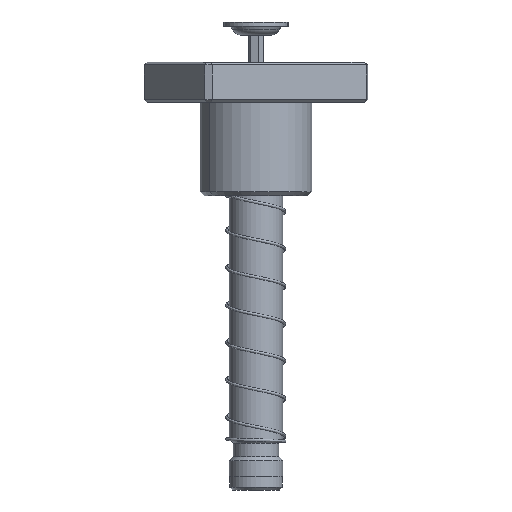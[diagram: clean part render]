
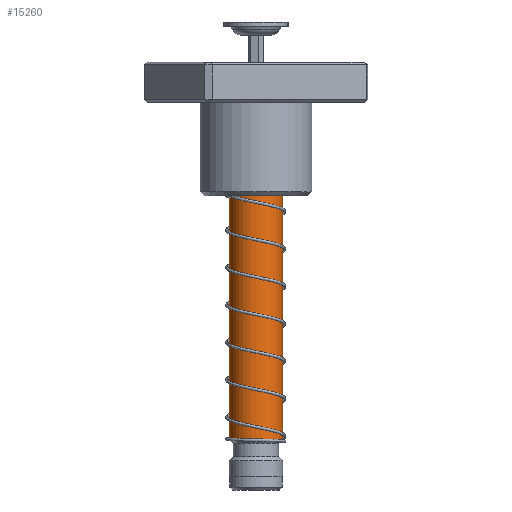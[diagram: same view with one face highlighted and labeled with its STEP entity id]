
A CAD part, front view. The second image highlights one B-rep face of the part: STEP entity #15260.
In plain terms, the highlighted cylindrical face has radius 10 mm (diameter 20 mm), a partial arc.
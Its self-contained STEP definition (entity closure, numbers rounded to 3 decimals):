
#1393 = VERTEX_POINT ( 'NONE', #7332 ) ;
#1861 = DIRECTION ( 'NONE',  ( -1., 0., 0. ) ) ;
#2075 = DIRECTION ( 'NONE',  ( 1., 0., 0. ) ) ;
#3755 = VECTOR ( 'NONE', #25909, 1000. ) ;
#5355 = DIRECTION ( 'NONE',  ( 0., 0., -1. ) ) ;
#5499 = EDGE_LOOP ( 'NONE', ( #18268, #26418, #16357, #5615 ) ) ;
#5615 = ORIENTED_EDGE ( 'NONE', *, *, #13860, .F. ) ;
#5789 = DIRECTION ( 'NONE',  ( 0., 0., -1. ) ) ;
#6393 = EDGE_CURVE ( 'NONE', #16636, #11261, #24042, .T. ) ;
#7230 = CYLINDRICAL_SURFACE ( 'NONE', #26655, 10. ) ;
#7332 = CARTESIAN_POINT ( 'NONE',  ( -10., 0., 157.5 ) ) ;
#7522 = CARTESIAN_POINT ( 'NONE',  ( 10., 0., 157.5 ) ) ;
#8056 = DIRECTION ( 'NONE',  ( 0., 0., -1. ) ) ;
#11261 = VERTEX_POINT ( 'NONE', #19729 ) ;
#12119 = LINE ( 'NONE', #19478, #3755 ) ;
#12240 = CARTESIAN_POINT ( 'NONE',  ( 0., 0., 160. ) ) ;
#13605 = AXIS2_PLACEMENT_3D ( 'NONE', #16513, #25109, #1861 ) ;
#13739 = VECTOR ( 'NONE', #5355, 1000. ) ;
#13860 = EDGE_CURVE ( 'NONE', #11261, #13932, #24014, .T. ) ;
#13870 = CARTESIAN_POINT ( 'NONE',  ( 10., 0., 160. ) ) ;
#13932 = VERTEX_POINT ( 'NONE', #14949 ) ;
#14949 = CARTESIAN_POINT ( 'NONE',  ( -10., 0., 19. ) ) ;
#15260 = ADVANCED_FACE ( 'NONE', ( #19239 ), #7230, .T. ) ;
#15585 = CIRCLE ( 'NONE', #20080, 10. ) ;
#16357 = ORIENTED_EDGE ( 'NONE', *, *, #24097, .T. ) ;
#16513 = CARTESIAN_POINT ( 'NONE',  ( 0., 0., 19. ) ) ;
#16636 = VERTEX_POINT ( 'NONE', #7522 ) ;
#18268 = ORIENTED_EDGE ( 'NONE', *, *, #6393, .F. ) ;
#18630 = EDGE_CURVE ( 'NONE', #16636, #1393, #15585, .T. ) ;
#19239 = FACE_OUTER_BOUND ( 'NONE', #5499, .T. ) ;
#19478 = CARTESIAN_POINT ( 'NONE',  ( -10., 0., 160. ) ) ;
#19729 = CARTESIAN_POINT ( 'NONE',  ( 10., 0., 19. ) ) ;
#20080 = AXIS2_PLACEMENT_3D ( 'NONE', #25494, #8056, #2075 ) ;
#20645 = DIRECTION ( 'NONE',  ( -1., 0., 0. ) ) ;
#24014 = CIRCLE ( 'NONE', #13605, 10. ) ;
#24042 = LINE ( 'NONE', #13870, #13739 ) ;
#24097 = EDGE_CURVE ( 'NONE', #1393, #13932, #12119, .T. ) ;
#25109 = DIRECTION ( 'NONE',  ( 0., 0., -1. ) ) ;
#25494 = CARTESIAN_POINT ( 'NONE',  ( 0., 0., 157.5 ) ) ;
#25909 = DIRECTION ( 'NONE',  ( 0., 0., -1. ) ) ;
#26418 = ORIENTED_EDGE ( 'NONE', *, *, #18630, .T. ) ;
#26655 = AXIS2_PLACEMENT_3D ( 'NONE', #12240, #5789, #20645 ) ;
